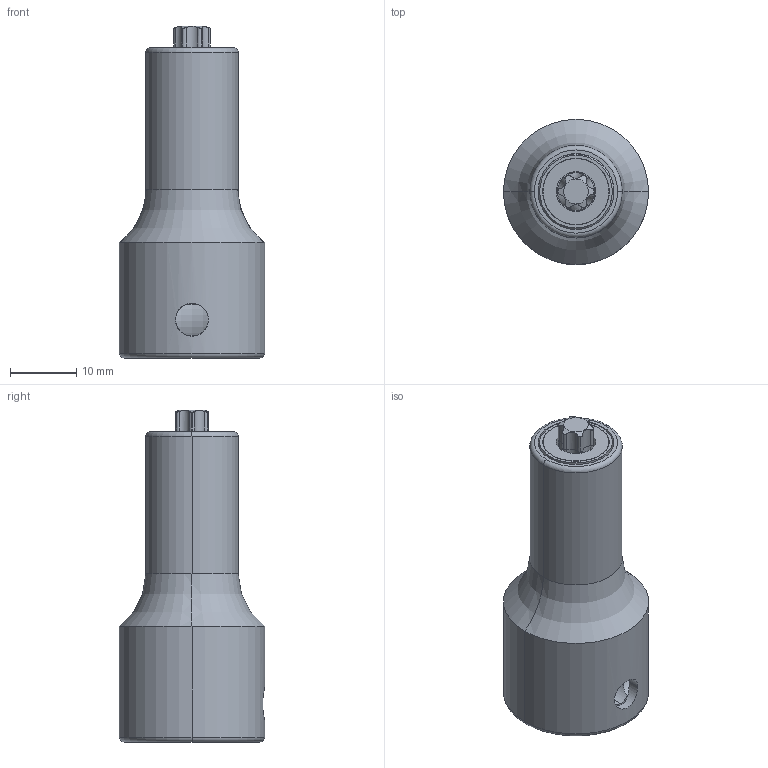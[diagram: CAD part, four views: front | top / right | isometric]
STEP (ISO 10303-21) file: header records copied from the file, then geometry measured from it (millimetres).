
FILE_DESCRIPTION((''),'2;1');
FILE_NAME('4027122631_ASM','2023-08-22T11:01:55',('A00565553'),(''),'CREO PARAMETRIC BY PTC INC, 2022414','CREO PARAMETRIC BY PTC INC, 2022414','');
FILE_SCHEMA(('CONFIG_CONTROL_DESIGN','GEOMETRIC_VALIDATION_PROPERTIES_MIM'));
Length unit declared in the file: millimetre
Products named in the file (6): 4027904044; 4027901681; 4027907728; 4027904020_ASM; 4027037123; 4027122631_ASM
Assembly tree (5 placements, depth 3):
  4027122631_ASM
    4027904044
    4027904020_ASM
      4027901681
      4027907728
    4027037123
Bounding box: 22 x 22 x 50.3 mm (x, y, z)
Volume: 8299.2 mm3; surface area: 8619.5 mm2
Topology: 4 solids, 4 shells, 132 faces, 335 edges, 210 vertices
Faces by surface type: cylinder 63, torus 37, plane 20, cone 12
Entity records: 5275 total; most frequent: CARTESIAN_POINT 1598, DIRECTION 674, ORIENTED_EDGE 670, EDGE_CURVE 335, AXIS2_PLACEMENT_3D 293, VERTEX_POINT 210, CIRCLE 148, EDGE_LOOP 143
